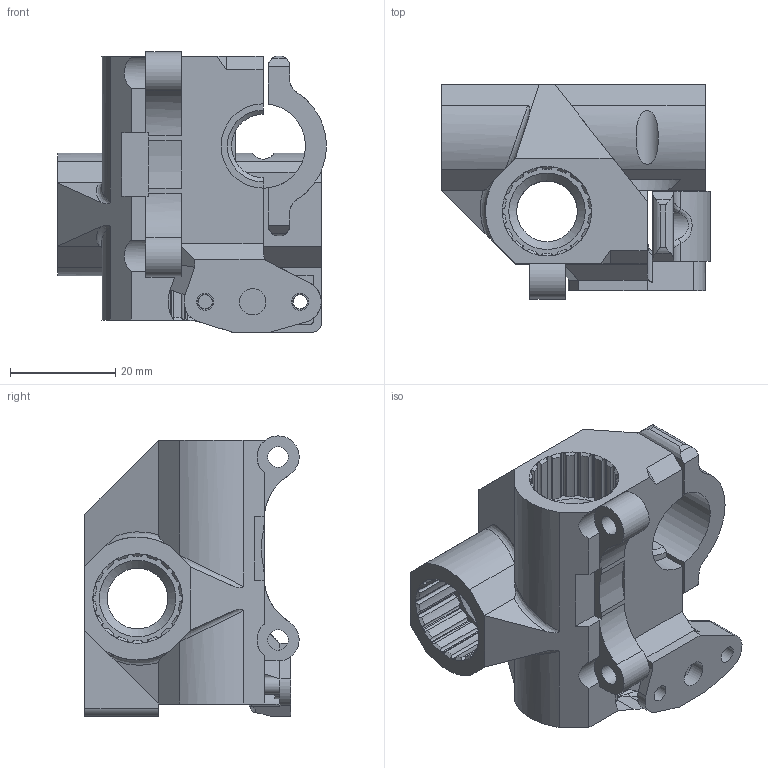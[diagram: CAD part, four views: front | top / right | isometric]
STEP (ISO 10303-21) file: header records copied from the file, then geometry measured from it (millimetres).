
FILE_DESCRIPTION(/* description */ (''),/* implementation_level */ '2;1');
FILE_NAME(/* name */ 'BlTouchEustathios v2.step',/* time_stamp */ '2020-04-11T14:40:14-04:00',/* author */ (''),/* organization */ (''),/* preprocessor_version */ 'ST-DEVELOPER v18',/* originating_system */ 'Autodesk Translation Framework v8.12.0.6',/* authorisation */ '');
FILE_SCHEMA (('AUTOMOTIVE_DESIGN { 1 0 10303 214 3 1 1 }'));
Length unit declared in the file: millimetre
Products named in the file (2): BlTouchEustathios; Zanes_Lightweight_Carriage_BLTouch
Assembly tree (1 placements, depth 2):
  BlTouchEustathios
    Zanes_Lightweight_Carriage_BLTouch
Bounding box: 51 x 40.65 x 53.15 mm (x, y, z)
Volume: 35340.2 mm3; surface area: 17038.5 mm2
Topology: 2 solids, 2 shells, 595 faces, 1592 edges, 1008 vertices
Faces by surface type: cylinder 338, plane 127, cone 82, bspline 46, torus 2
Full cylindrical faces by diameter (mm): 3.2 x4, 3.9 x4, 5 x1, 11.5 x2
Entity records: 25331 total; most frequent: CARTESIAN_POINT 10543, ORIENTED_EDGE 3180, DIRECTION 3093, EDGE_CURVE 1590, AXIS2_PLACEMENT_3D 1212, VERTEX_POINT 1009, LINE 669, VECTOR 669
